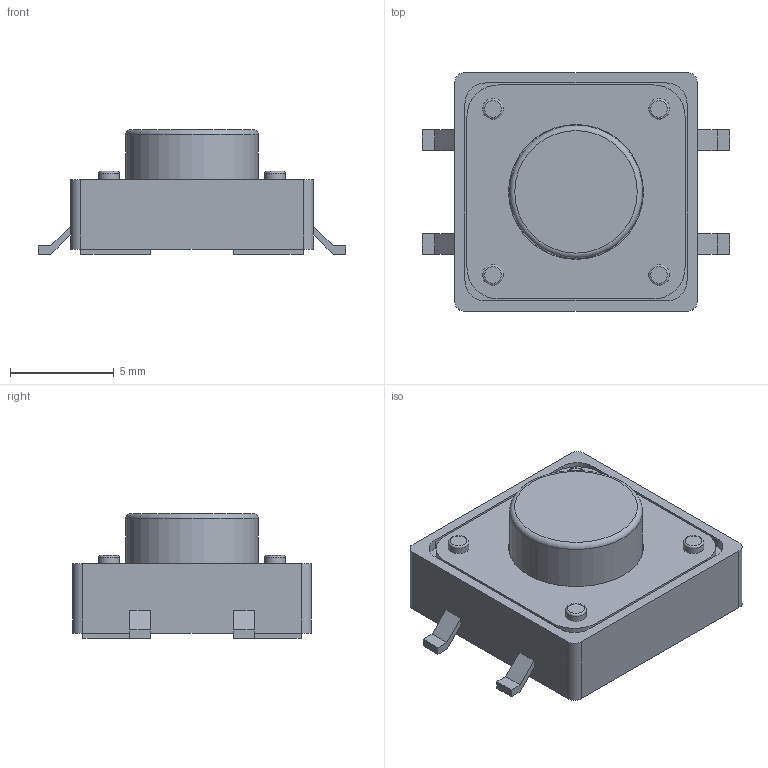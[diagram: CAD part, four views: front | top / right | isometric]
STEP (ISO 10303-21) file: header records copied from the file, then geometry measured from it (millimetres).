
FILE_DESCRIPTION(('FreeCAD Model'),'2;1');
FILE_NAME('Bright_TSA123G60-250.step', '2019-06-27T07:36:05',('kicad StepUp'),('ksu MCAD'), 'Open CASCADE STEP processor 7.3','FreeCAD','Unknown');
FILE_SCHEMA(('AUTOMOTIVE_DESIGN { 1 0 10303 214 1 1 1 1 }'));
Length unit declared in the file: millimetre
Products named in the file (1): Bright_TSA123G60-250
Bounding box: 14.8 x 11.5 x 6 mm (x, y, z)
Volume: 537.9 mm3; surface area: 585.9 mm2
Topology: 1 solids, 1 shells, 93 faces, 220 edges, 145 vertices
Faces by surface type: plane 70, cylinder 18, torus 5
Full cylindrical faces by diameter (mm): 1 x4, 6.4 x1, 6.5 x1
Entity records: 3323 total; most frequent: CARTESIAN_POINT 460, DIRECTION 453, ORIENTED_EDGE 440, EDGE_CURVE 220, LINE 173, VECTOR 173, VERTEX_POINT 145, AXIS2_PLACEMENT_3D 140
